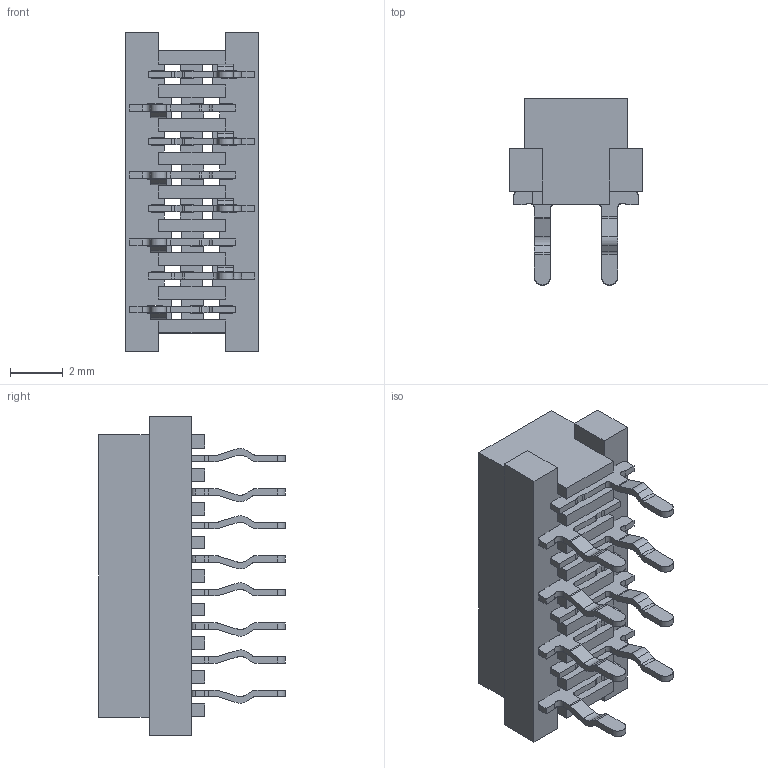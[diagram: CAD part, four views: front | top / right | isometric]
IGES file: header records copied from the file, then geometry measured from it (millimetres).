
Start section: SolidWorks IGES file using analytic representation for surfaces
Global section: file name: Micro03-08-2 non latch.IGS; native system: SolidWorks 2014; preprocessor: SolidWorks 2014; author: ewilson; date: 140728.143218; units: millimetre
Bounding box: 5 x 7.05 x 12.08 mm (x, y, z)
Surface area: 695 mm2 (no closed solid volume)
Topology: 0 solids, 0 shells, 998 faces, 7348 edges, 7348 vertices
Faces by surface type: bspline 574, revolution 424
